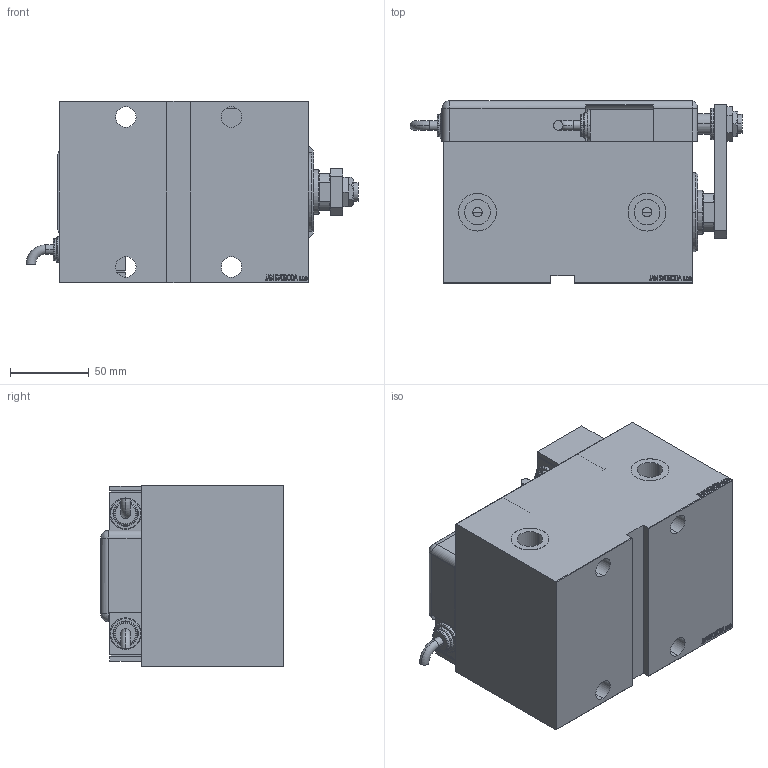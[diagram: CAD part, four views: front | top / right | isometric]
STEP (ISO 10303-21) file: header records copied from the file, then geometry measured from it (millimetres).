
FILE_DESCRIPTION (( 'STEP AP203' ), '1' );
FILE_NAME ('26bf.STEP', '2024-02-13T09:09:28', ( '' ), ( '' ), 'SwSTEP 2.0', 'SolidWorks 2019', '' );
FILE_SCHEMA (( 'CONFIG_CONTROL_DESIGN' ));
Length unit declared in the file: millimetre
Products named in the file (13): V450CM_E_Body 4d44b5079651f8f0c3a7a6d7f26ff643; NUT_D19 4d44b5079651f8f0c3a7a6d7f26ff643; ZARAZKA_Q 4d44b5079651f8f0c3a7a6d7f26ff643; NUT_D13 4d44b5079651f8f0c3a7a6d7f26ff643; TYC 4d44b5079651f8f0c3a7a6d7f26ff643; SWITCH_Q_FRONT_BACK 4d44b5079651f8f0c3a7a6d7f26ff643; SWITCH DIM A_G 4d44b5079651f8f0c3a7a6d7f26ff643; MAGNETIC SWITCH Q 4d44b5079651f8f0c3a7a6d7f26ff643; V450CM_E_VCP 4d44b5079651f8f0c3a7a6d7f26ff643; SWITCH Q 4d44b5079651f8f0c3a7a6d7f26ff643; V450CM_VC_B 4d44b5079651f8f0c3a7a6d7f26ff643; KRYT 4d44b5079651f8f0c3a7a6d7f26ff643; 26bf
Assembly tree (13 placements, depth 3):
  26bf
    V450CM_E_Body 4d44b5079651f8f0c3a7a6d7f26ff643
    V450CM_E_VCP 4d44b5079651f8f0c3a7a6d7f26ff643
    V450CM_VC_B 4d44b5079651f8f0c3a7a6d7f26ff643
    MAGNETIC SWITCH Q 4d44b5079651f8f0c3a7a6d7f26ff643
      SWITCH_Q_FRONT_BACK 4d44b5079651f8f0c3a7a6d7f26ff643
      TYC 4d44b5079651f8f0c3a7a6d7f26ff643
      ZARAZKA_Q 4d44b5079651f8f0c3a7a6d7f26ff643
      SWITCH DIM A_G 4d44b5079651f8f0c3a7a6d7f26ff643
      NUT_D19 4d44b5079651f8f0c3a7a6d7f26ff643
      NUT_D13 4d44b5079651f8f0c3a7a6d7f26ff643
      KRYT 4d44b5079651f8f0c3a7a6d7f26ff643
      SWITCH Q 4d44b5079651f8f0c3a7a6d7f26ff643  x2
Bounding box: 210.46 x 115.8 x 115 mm (x, y, z)
Volume: 1543682.7 mm3; surface area: 242361.1 mm2
Topology: 13 solids, 13 shells, 1240 faces, 3156 edges, 2083 vertices
Faces by surface type: plane 616, bspline 471, cylinder 107, cone 22, torus 22, sphere 2
Entity records: 59029 total; most frequent: CARTESIAN_POINT 31553, ORIENTED_EDGE 6116, DIRECTION 3836, EDGE_CURVE 3058, VERTEX_POINT 2023, LINE 1836, VECTOR 1836, EDGE_LOOP 1369
